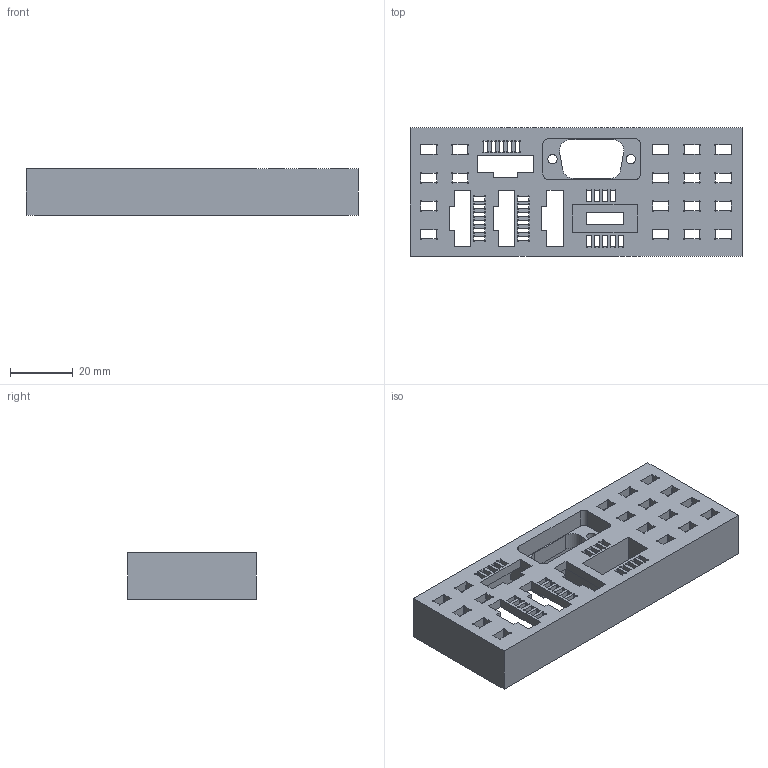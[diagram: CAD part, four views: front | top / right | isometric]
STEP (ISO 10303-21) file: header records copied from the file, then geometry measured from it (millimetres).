
FILE_DESCRIPTION(/* description */ (''),/* implementation_level */ '2;1');
FILE_NAME(/* name */ 'Front.stp',/* time_stamp */ '2017-05-03T18:23:38+02:00',/* author */ (''),/* organization */ (''),/* preprocessor_version */ 'ST-DEVELOPER v16.13',/* originating_system */ 'Autodesk Translation Framework v6.1.1.50',/* authorisation */ '');
FILE_SCHEMA (('AUTOMOTIVE_DESIGN { 1 0 10303 214 3 1 1 }'));
Length unit declared in the file: millimetre
Products named in the file (1): Front
Bounding box: 106 x 41 x 15 mm (x, y, z)
Volume: 22708 mm3; surface area: 19124.2 mm2
Topology: 1 solids, 1 shells, 433 faces, 1308 edges, 872 vertices
Faces by surface type: plane 247, cylinder 186
Full cylindrical faces by diameter (mm): 3 x2
Entity records: 14990 total; most frequent: ORIENTED_EDGE 2612, CARTESIAN_POINT 2612, DIRECTION 2582, EDGE_CURVE 1306, LINE 898, VECTOR 898, VERTEX_POINT 872, AXIS2_PLACEMENT_3D 842
